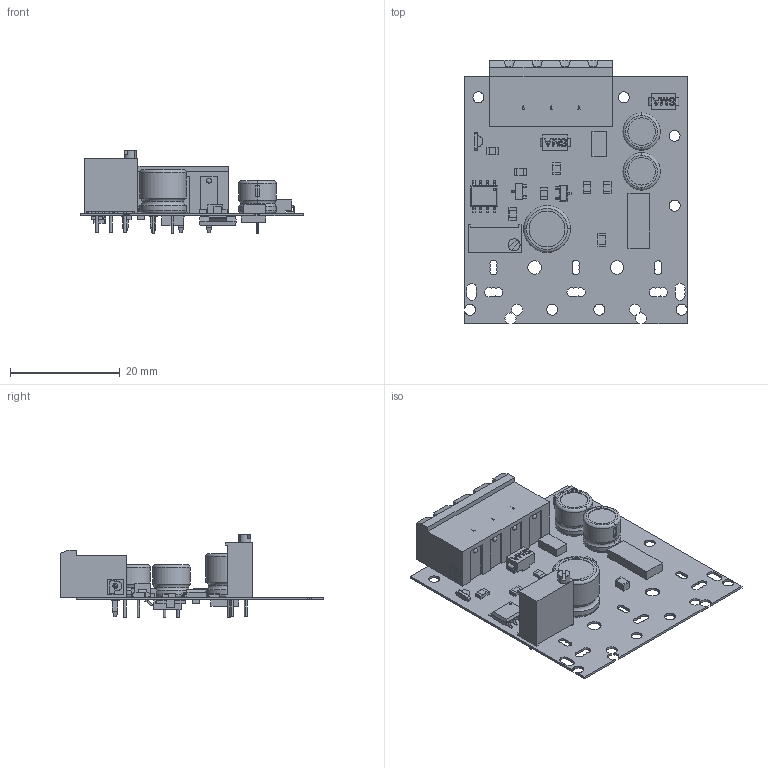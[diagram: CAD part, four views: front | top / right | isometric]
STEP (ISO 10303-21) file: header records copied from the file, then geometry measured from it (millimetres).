
FILE_DESCRIPTION(('Open CASCADE Model'),'2;1');
FILE_NAME('Open CASCADE Shape Model','2017-02-25T19:05:58',('Author'),( 'Open CASCADE'),'Open CASCADE STEP processor 6.8','Open CASCADE 6.8' ,'Unknown');
FILE_SCHEMA(('AUTOMOTIVE_DESIGN { 1 0 10303 214 1 1 1 1 }'));
Length unit declared in the file: millimetre
Products named in the file (51): PCB; Board; TR1; TRIM_BOURNS_3296Y; C1; CAP_0805; C2; CAPPR350-850X800; C3; CAPPR250-680X600; C4; C5; D1; DO214AA; D2; HC1; 1540841040; Extruded; LD1; LED_AVAGO_HSMC-C110; LDO1; 1540841176; Q1; 1540840904; Q2; SOT23-3; Q3; R1; RES_0805_(2012_metric); R2; R3; R4; R5; R6; R7; R8; R9; R10; R11; U2 ...
Assembly tree (64 placements, depth 4):
  PCB
    Board
    TR1
      TRIM_BOURNS_3296Y
    C1
      CAP_0805
    C2
      CAPPR350-850X800
    C3
      CAPPR250-680X600
    C4
      CAPPR250-680X600
    C5
      CAP_0805
    D1
      DO214AA
    D2
      DO214AA
    HC1
      1540841040
        Extruded
    LD1
      LED_AVAGO_HSMC-C110
    LDO1
      1540841176
        Extruded
    Q1
      1540840904
        Extruded
    Q2
      SOT23-3
    Q3
      SOT23-3
    R1
      RES_0805_(2012_metric)
    R2
      RES_0805_(2012_metric)
    R3
      RES_0805_(2012_metric)
    R4
      RES_0805_(2012_metric)
    R5
      RES_0805_(2012_metric)
    R6
      RES_0805_(2012_metric)
    R7
      RES_0805_(2012_metric)
    R8
      RES_0805_(2012_metric)
    R9
      RES_0805_(2012_metric)
    R10
      RES_0805_(2012_metric)
    R11
      RES_0805_(2012_metric)
    U2
      SW3DPS-SO-8-DEFAULT
    RCA_3
    AMS1
      SOT223-4
Bounding box: 40.58 x 48 x 15.09 mm (x, y, z)
Volume: 3479.7 mm3; surface area: 7775 mm2
Topology: 68 solids, 68 shells, 1781 faces, 4600 edges, 2993 vertices
Faces by surface type: plane 1489, cylinder 235, torus 24, bspline 13, extrusion 12, cone 4, sphere 4
Full cylindrical faces by diameter (mm): 0.8 x9, 1.4 x4, 2 x7, 2.5 x2
Entity records: 41350 total; most frequent: CARTESIAN_POINT 7468, ORIENTED_EDGE 6672, DIRECTION 6363, EDGE_CURVE 3336, VECTOR 2835, LINE 2829, VERTEX_POINT 2187, AXIS2_PLACEMENT_3D 1764
